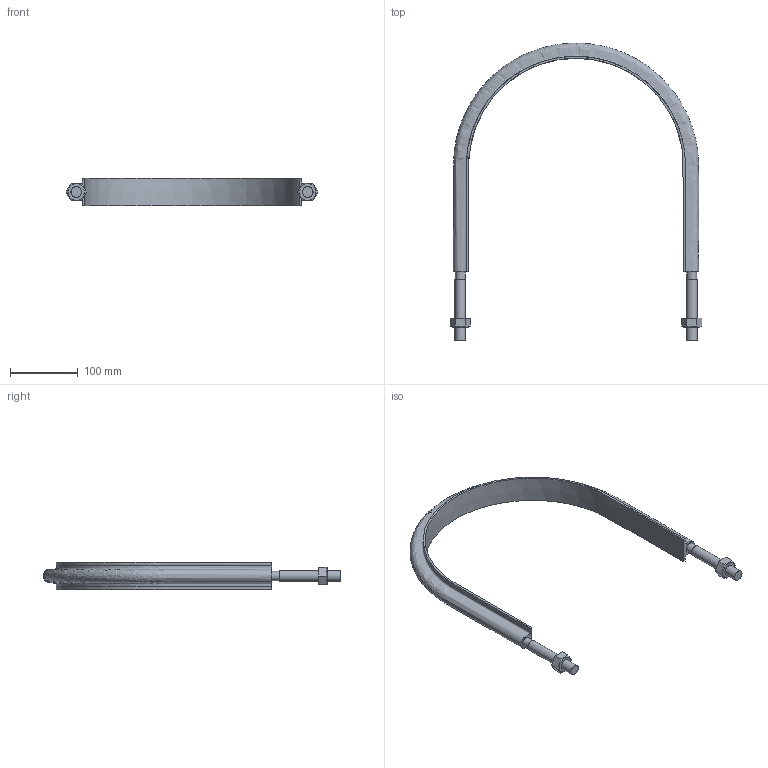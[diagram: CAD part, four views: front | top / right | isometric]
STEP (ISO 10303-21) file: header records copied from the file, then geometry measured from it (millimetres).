
FILE_DESCRIPTION( ( 'STEP AP203' ), '1' );
FILE_NAME( 'TP250+50.step', '2022-07-15T04:55:05', ( ' ' ), ( ' ' ), 'XStep 1.0', ' ', ' ' );
FILE_SCHEMA( ( 'CONFIG_CONTROL_DESIGN' ) );
Length unit declared in the file: millimetre
Products named in the file (4): 1; 2; 3; 4
Bounding box: 371.02 x 438.25 x 40 mm (x, y, z)
Volume: 570890.4 mm3; surface area: 186064.9 mm2
Topology: 4 solids, 4 shells, 42 faces, 90 edges, 58 vertices
Faces by surface type: plane 24, cone 6, extrusion 5, cylinder 4, bspline 3
Full cylindrical faces by diameter (mm): 13.835 x2, 15.5 x2
Entity records: 2986 total; most frequent: CARTESIAN_POINT 2003, ORIENTED_EDGE 148, DIRECTION 143, EDGE_CURVE 74, EDGE_LOOP 64, VERTEX_POINT 56, AXIS2_PLACEMENT_3D 52, FACE_OUTER_BOUND 50
